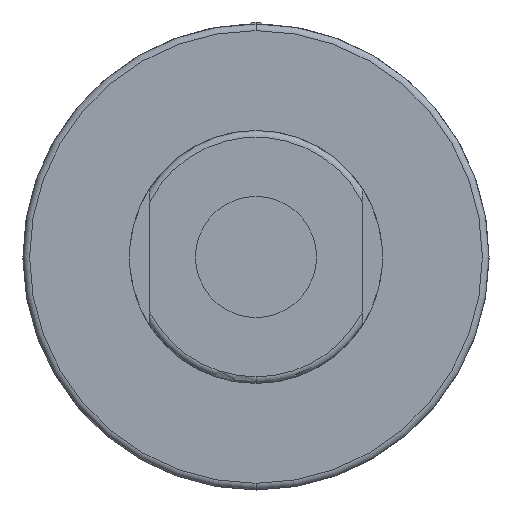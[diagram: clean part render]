
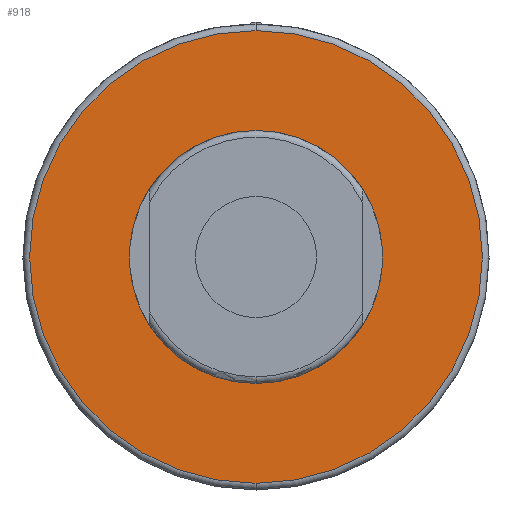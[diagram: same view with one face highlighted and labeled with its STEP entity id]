
A CAD part, front view. The second image highlights one B-rep face of the part: STEP entity #918.
In plain terms, the highlighted planar face has unit normal (0, -1, 0).
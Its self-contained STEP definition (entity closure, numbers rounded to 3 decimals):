
#29 = VERTEX_POINT ( 'NONE', #792 ) ;
#49 = CARTESIAN_POINT ( 'NONE',  ( 0., -144.5, 0. ) ) ;
#69 = DIRECTION ( 'NONE',  ( 0., 0., -1. ) ) ;
#157 = ORIENTED_EDGE ( 'NONE', *, *, #1647, .T. ) ;
#189 = AXIS2_PLACEMENT_3D ( 'NONE', #442, #1400, #580 ) ;
#218 = CIRCLE ( 'NONE', #537, 34. ) ;
#237 = EDGE_CURVE ( 'NONE', #1394, #29, #915, .T. ) ;
#442 = CARTESIAN_POINT ( 'NONE',  ( 0., -144.5, 0. ) ) ;
#537 = AXIS2_PLACEMENT_3D ( 'NONE', #744, #964, #1114 ) ;
#574 = AXIS2_PLACEMENT_3D ( 'NONE', #829, #1101, #1078 ) ;
#580 = DIRECTION ( 'NONE',  ( 0., 0., -1. ) ) ;
#608 = PLANE ( 'NONE',  #1649 ) ;
#613 = VERTEX_POINT ( 'NONE', #1045 ) ;
#617 = DIRECTION ( 'NONE',  ( 0., 0., -1. ) ) ;
#744 = CARTESIAN_POINT ( 'NONE',  ( 0., -144.5, 0. ) ) ;
#777 = CIRCLE ( 'NONE', #1461, 34. ) ;
#792 = CARTESIAN_POINT ( 'NONE',  ( 0., -144.5, -19. ) ) ;
#805 = EDGE_CURVE ( 'NONE', #29, #1394, #1410, .T. ) ;
#829 = CARTESIAN_POINT ( 'NONE',  ( 0., -144.5, 0. ) ) ;
#872 = DIRECTION ( 'NONE',  ( 0., -1., 0. ) ) ;
#915 = CIRCLE ( 'NONE', #574, 19. ) ;
#918 = ADVANCED_FACE ( 'NONE', ( #1157, #1109 ), #608, .T. ) ;
#964 = DIRECTION ( 'NONE',  ( 0., -1., 0. ) ) ;
#1023 = CARTESIAN_POINT ( 'NONE',  ( 0., -144.5, 0. ) ) ;
#1045 = CARTESIAN_POINT ( 'NONE',  ( 0., -144.5, -34. ) ) ;
#1078 = DIRECTION ( 'NONE',  ( 0., 0., -1. ) ) ;
#1101 = DIRECTION ( 'NONE',  ( 0., -1., 0. ) ) ;
#1109 = FACE_BOUND ( 'NONE', #1146, .T. ) ;
#1114 = DIRECTION ( 'NONE',  ( 0., 0., -1. ) ) ;
#1146 = EDGE_LOOP ( 'NONE', ( #1421, #1599 ) ) ;
#1157 = FACE_OUTER_BOUND ( 'NONE', #1604, .T. ) ;
#1211 = VERTEX_POINT ( 'NONE', #1726 ) ;
#1325 = ORIENTED_EDGE ( 'NONE', *, *, #1524, .T. ) ;
#1394 = VERTEX_POINT ( 'NONE', #1405 ) ;
#1400 = DIRECTION ( 'NONE',  ( 0., -1., 0. ) ) ;
#1405 = CARTESIAN_POINT ( 'NONE',  ( 0., -144.5, 19. ) ) ;
#1410 = CIRCLE ( 'NONE', #189, 19. ) ;
#1421 = ORIENTED_EDGE ( 'NONE', *, *, #237, .F. ) ;
#1433 = DIRECTION ( 'NONE',  ( 0., -1., 0. ) ) ;
#1461 = AXIS2_PLACEMENT_3D ( 'NONE', #49, #872, #69 ) ;
#1524 = EDGE_CURVE ( 'NONE', #1211, #613, #218, .T. ) ;
#1599 = ORIENTED_EDGE ( 'NONE', *, *, #805, .F. ) ;
#1604 = EDGE_LOOP ( 'NONE', ( #157, #1325 ) ) ;
#1647 = EDGE_CURVE ( 'NONE', #613, #1211, #777, .T. ) ;
#1649 = AXIS2_PLACEMENT_3D ( 'NONE', #1023, #1433, #617 ) ;
#1726 = CARTESIAN_POINT ( 'NONE',  ( 0., -144.5, 34. ) ) ;
